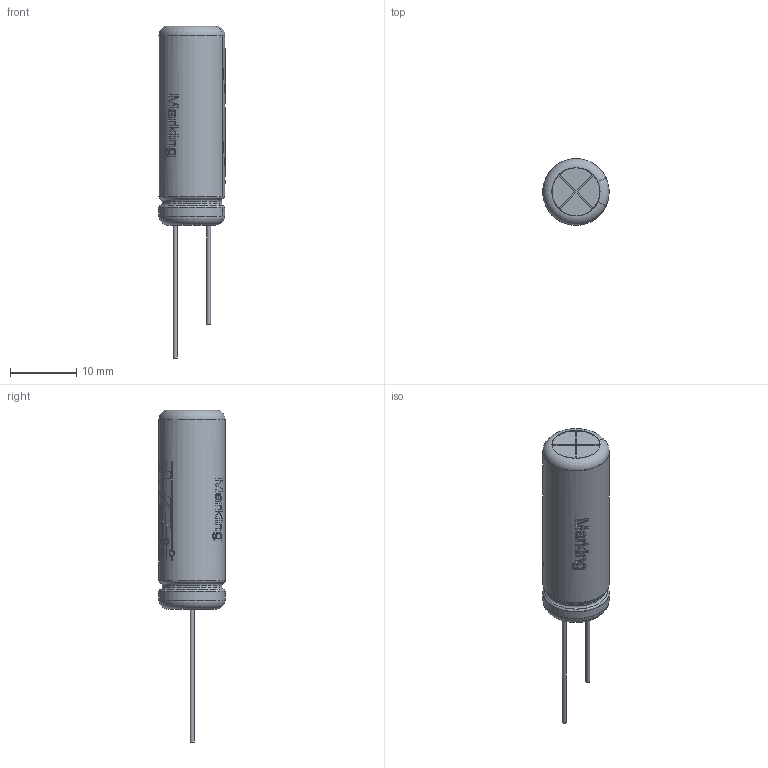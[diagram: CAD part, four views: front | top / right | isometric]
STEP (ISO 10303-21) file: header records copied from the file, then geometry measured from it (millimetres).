
FILE_DESCRIPTION(/* description */ ('Unknown','CAx-IF Rec.Pracs.---Representation and Presentation of Product Manufacturing Information (PMI)---4.0---2014-10-13','CAx-IF Rec.Pracs.---3D Tessellated Geometry---0.4---2014-09-14','2;1'),/* implementation_level */ '2;1');
FILE_NAME(/* name */ 'CP_Wurth_WCAP-ATLI-P5D10L30',/* time_stamp */ '2024-12-19T15:32:13+08:00',/* author */ ('Unknown'),/* organization */ ('Unknown'),/* preprocessor_version */ 'ST-DEVELOPER v16.7',/* originating_system */ 'Solid Edge',/* authorisation */ 'Unknown');
FILE_SCHEMA (('AP242_MANAGED_MODEL_BASED_3D_ENGINEERING_MIM_LF { 1 0 10303 442 1 1 4 }'));
Length unit declared in the file: millimetre
Products named in the file (2): CP_Wurth_WCAP-ATLI-P5D10L30
Assembly tree (1 placements, depth 2):
  CP_Wurth_WCAP-ATLI-P5D10L30
    CP_Wurth_WCAP-ATLI-P5D10L30
Bounding box: 9.97 x 9.98 x 50 mm (x, y, z)
Volume: 2301 mm3; surface area: 3184.1 mm2
Topology: 1 solids, 2 shells, 520 faces, 1316 edges, 873 vertices
Faces by surface type: plane 305, cylinder 101, bspline 86, torus 26, sphere 2
Full cylindrical faces by diameter (mm): 0.6 x2, 1.111 x1, 1.389 x1, 2.222 x1, 2.5 x1, 3.889 x1, 4.167 x1, 5.833 x1, 6.667 x1, 6.944 x1, 7.222 x2, 7.263 x2, 8.278 x1, 8.773 x1, 8.793 x1, 9.78 x2, 9.8 x2
Entity records: 25467 total; most frequent: CARTESIAN_POINT 9805, ORIENTED_EDGE 2522, DIRECTION 2288, EDGE_CURVE 1261, VERTEX_POINT 863, AXIS2_PLACEMENT_3D 817, LINE 654, VECTOR 654
